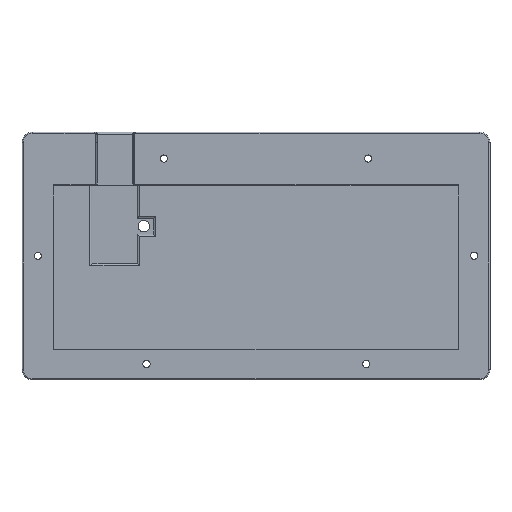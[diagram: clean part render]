
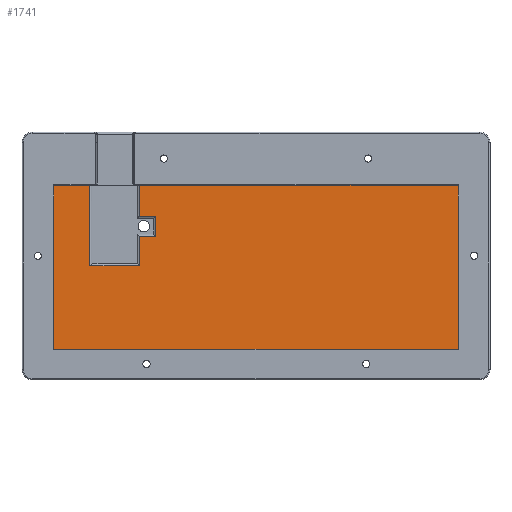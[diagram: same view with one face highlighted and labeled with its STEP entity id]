
A CAD part, top view. The second image highlights one B-rep face of the part: STEP entity #1741.
In plain terms, the highlighted planar face has unit normal (0, 0, 1).
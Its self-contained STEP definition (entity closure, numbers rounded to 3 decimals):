
#179=LINE('',#2970,#294);
#180=LINE('',#2974,#295);
#181=LINE('',#2978,#296);
#182=LINE('',#2982,#297);
#183=LINE('',#2986,#298);
#185=LINE('',#2992,#300);
#186=LINE('',#2996,#301);
#211=LINE('',#3145,#326);
#214=LINE('',#3150,#329);
#216=LINE('',#3154,#331);
#217=LINE('',#3156,#332);
#218=LINE('',#3157,#333);
#294=VECTOR('',#2327,10.);
#295=VECTOR('',#2332,10.);
#296=VECTOR('',#2337,10.);
#297=VECTOR('',#2342,10.);
#298=VECTOR('',#2347,10.);
#300=VECTOR('',#2353,10.);
#301=VECTOR('',#2358,10.);
#326=VECTOR('',#2563,10.);
#329=VECTOR('',#2568,10.);
#331=VECTOR('',#2572,10.);
#332=VECTOR('',#2575,10.);
#333=VECTOR('',#2576,10.);
#364=PLANE('',#1990);
#471=FACE_OUTER_BOUND('',#601,.T.);
#601=EDGE_LOOP('',(#1587,#1588,#1589,#1590,#1591,#1592,#1593,#1594,#1595,
#1596,#1597,#1598));
#831=VERTEX_POINT('',#2967);
#832=VERTEX_POINT('',#2969);
#833=VERTEX_POINT('',#2973);
#834=VERTEX_POINT('',#2977);
#835=VERTEX_POINT('',#2981);
#836=VERTEX_POINT('',#2985);
#838=VERTEX_POINT('',#2991);
#839=VERTEX_POINT('',#2995);
#872=VERTEX_POINT('',#3142);
#873=VERTEX_POINT('',#3144);
#874=VERTEX_POINT('',#3148);
#875=VERTEX_POINT('',#3152);
#1030=EDGE_CURVE('',#831,#832,#179,.T.);
#1032=EDGE_CURVE('',#832,#833,#180,.T.);
#1034=EDGE_CURVE('',#833,#834,#181,.T.);
#1036=EDGE_CURVE('',#834,#835,#182,.T.);
#1038=EDGE_CURVE('',#835,#836,#183,.T.);
#1041=EDGE_CURVE('',#836,#838,#185,.T.);
#1043=EDGE_CURVE('',#838,#839,#186,.T.);
#1115=EDGE_CURVE('',#872,#873,#211,.T.);
#1118=EDGE_CURVE('',#874,#872,#214,.T.);
#1120=EDGE_CURVE('',#875,#874,#216,.T.);
#1121=EDGE_CURVE('',#873,#831,#217,.T.);
#1122=EDGE_CURVE('',#839,#875,#218,.T.);
#1587=ORIENTED_EDGE('',*,*,#1030,.F.);
#1588=ORIENTED_EDGE('',*,*,#1121,.F.);
#1589=ORIENTED_EDGE('',*,*,#1115,.F.);
#1590=ORIENTED_EDGE('',*,*,#1118,.F.);
#1591=ORIENTED_EDGE('',*,*,#1120,.F.);
#1592=ORIENTED_EDGE('',*,*,#1122,.F.);
#1593=ORIENTED_EDGE('',*,*,#1043,.F.);
#1594=ORIENTED_EDGE('',*,*,#1041,.F.);
#1595=ORIENTED_EDGE('',*,*,#1038,.F.);
#1596=ORIENTED_EDGE('',*,*,#1036,.F.);
#1597=ORIENTED_EDGE('',*,*,#1034,.F.);
#1598=ORIENTED_EDGE('',*,*,#1032,.F.);
#1741=ADVANCED_FACE('',(#471),#364,.F.);
#1990=AXIS2_PLACEMENT_3D('',#3155,#2573,#2574);
#2327=DIRECTION('',(0.,-1.,0.));
#2332=DIRECTION('',(1.,0.,0.));
#2337=DIRECTION('',(0.,1.,0.));
#2342=DIRECTION('',(1.,0.,0.));
#2347=DIRECTION('',(0.,1.,0.));
#2353=DIRECTION('',(-1.,0.,0.));
#2358=DIRECTION('',(0.,1.,0.));
#2563=DIRECTION('',(0.,1.,0.));
#2568=DIRECTION('',(-1.,0.,0.));
#2572=DIRECTION('',(0.,-1.,0.));
#2573=DIRECTION('center_axis',(0.,0.,-1.));
#2574=DIRECTION('ref_axis',(-1.,0.,0.));
#2575=DIRECTION('',(1.,0.,0.));
#2576=DIRECTION('',(1.,0.,0.));
#2967=CARTESIAN_POINT('',(35.549,-156.711,-2.52));
#2969=CARTESIAN_POINT('',(35.549,-195.,-2.52));
#2970=CARTESIAN_POINT('',(35.549,-176.137,-2.52));
#2973=CARTESIAN_POINT('',(59.,-195.,-2.52));
#2974=CARTESIAN_POINT('',(75.368,-195.,-2.52));
#2977=CARTESIAN_POINT('',(59.,-181.001,-2.52));
#2978=CARTESIAN_POINT('',(59.,-194.781,-2.52));
#2981=CARTESIAN_POINT('',(66.682,-181.001,-2.52));
#2982=CARTESIAN_POINT('',(86.093,-181.001,-2.52));
#2985=CARTESIAN_POINT('',(66.682,-171.5,-2.52));
#2986=CARTESIAN_POINT('',(66.682,-187.782,-2.52));
#2991=CARTESIAN_POINT('',(59.,-171.5,-2.52));
#2992=CARTESIAN_POINT('',(89.934,-171.5,-2.52));
#2995=CARTESIAN_POINT('',(59.,-156.711,-2.52));
#2996=CARTESIAN_POINT('',(59.,-184.031,-2.52));
#3142=CARTESIAN_POINT('',(18.437,-234.415,-2.52));
#3144=CARTESIAN_POINT('',(18.437,-156.711,-2.52));
#3145=CARTESIAN_POINT('',(18.437,-234.415,-2.52));
#3148=CARTESIAN_POINT('',(209.937,-234.415,-2.52));
#3150=CARTESIAN_POINT('',(209.937,-234.415,-2.52));
#3152=CARTESIAN_POINT('',(209.937,-156.711,-2.52));
#3154=CARTESIAN_POINT('',(209.937,-156.711,-2.52));
#3155=CARTESIAN_POINT('Origin',(114.187,-195.563,-2.52));
#3156=CARTESIAN_POINT('',(18.437,-156.711,-2.52));
#3157=CARTESIAN_POINT('',(65.682,-156.711,-2.52));
